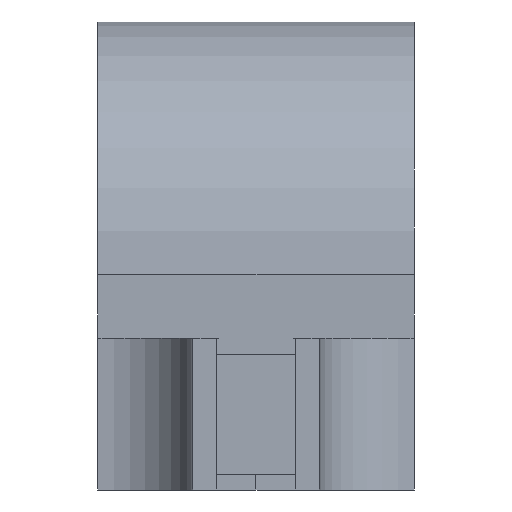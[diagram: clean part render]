
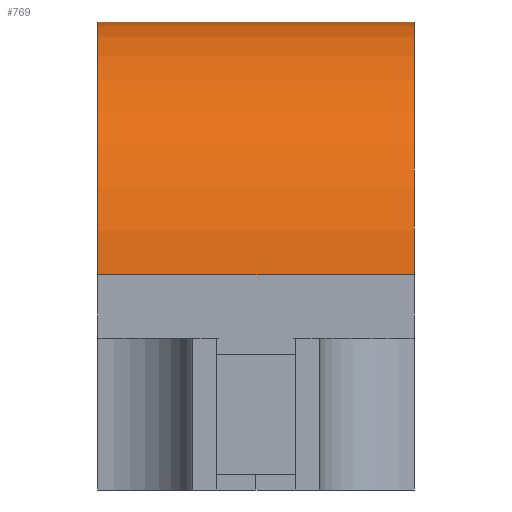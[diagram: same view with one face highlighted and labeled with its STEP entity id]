
A CAD part, left-side view. The second image highlights one B-rep face of the part: STEP entity #769.
In plain terms, the highlighted cylindrical face has radius 0.8 mm (diameter 1.6 mm), a partial arc.
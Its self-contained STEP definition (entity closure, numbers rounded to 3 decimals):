
#769 = ADVANCED_FACE( '', ( #1478 ), #1479, .T. );
#1478 = FACE_OUTER_BOUND( '', #2186, .T. );
#1479 = CYLINDRICAL_SURFACE( '', #2187, 0.8 );
#2186 = EDGE_LOOP( '', ( #4017, #4018, #4019, #4020 ) );
#2187 = AXIS2_PLACEMENT_3D( '', #4021, #4022, #4023 );
#4017 = ORIENTED_EDGE( '', *, *, #5245, .F. );
#4018 = ORIENTED_EDGE( '', *, *, #5246, .F. );
#4019 = ORIENTED_EDGE( '', *, *, #5193, .T. );
#4020 = ORIENTED_EDGE( '', *, *, #5147, .T. );
#4021 = CARTESIAN_POINT( '', ( -0.2, -0.5, 0.25 ) );
#4022 = DIRECTION( '', ( 0., -1., 0. ) );
#4023 = DIRECTION( '', ( 0., 0., 1. ) );
#5147 = EDGE_CURVE( '', #6370, #6367, #6371, .T. );
#5193 = EDGE_CURVE( '', #6424, #6370, #6425, .T. );
#5245 = EDGE_CURVE( '', #6491, #6367, #6492, .T. );
#5246 = EDGE_CURVE( '', #6424, #6491, #6493, .T. );
#6367 = VERTEX_POINT( '', #8059 );
#6370 = VERTEX_POINT( '', #8063 );
#6371 = LINE( '', #8064, #8065 );
#6424 = VERTEX_POINT( '', #8144 );
#6425 = CIRCLE( '', #8145, 0.8 );
#6491 = VERTEX_POINT( '', #8235 );
#6492 = CIRCLE( '', #8236, 0.8 );
#6493 = LINE( '', #8237, #8238 );
#8059 = CARTESIAN_POINT( '', ( -0.2, 0.5, 1.05 ) );
#8063 = CARTESIAN_POINT( '', ( -0.2, -0.5, 1.05 ) );
#8064 = CARTESIAN_POINT( '', ( -0.2, -0.5, 1.05 ) );
#8065 = VECTOR( '', #9023, 1000. );
#8144 = CARTESIAN_POINT( '', ( -1., -0.5, 0.25 ) );
#8145 = AXIS2_PLACEMENT_3D( '', #9059, #9060, #9061 );
#8235 = CARTESIAN_POINT( '', ( -1., 0.5, 0.25 ) );
#8236 = AXIS2_PLACEMENT_3D( '', #9107, #9108, #9109 );
#8237 = CARTESIAN_POINT( '', ( -1., -0.5, 0.25 ) );
#8238 = VECTOR( '', #9110, 1000. );
#9023 = DIRECTION( '', ( 0., 1., 0. ) );
#9059 = CARTESIAN_POINT( '', ( -0.2, -0.5, 0.25 ) );
#9060 = DIRECTION( '', ( 0., 1., 0. ) );
#9061 = DIRECTION( '', ( 1., 0., 0. ) );
#9107 = CARTESIAN_POINT( '', ( -0.2, 0.5, 0.25 ) );
#9108 = DIRECTION( '', ( 0., 1., 0. ) );
#9109 = DIRECTION( '', ( 1., 0., 0. ) );
#9110 = DIRECTION( '', ( 0., 1., 0. ) );
